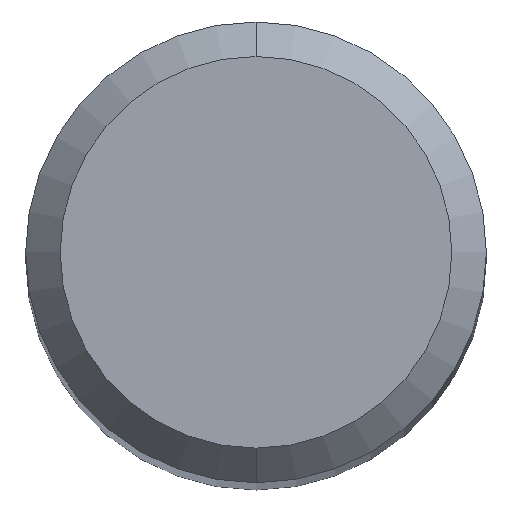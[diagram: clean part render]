
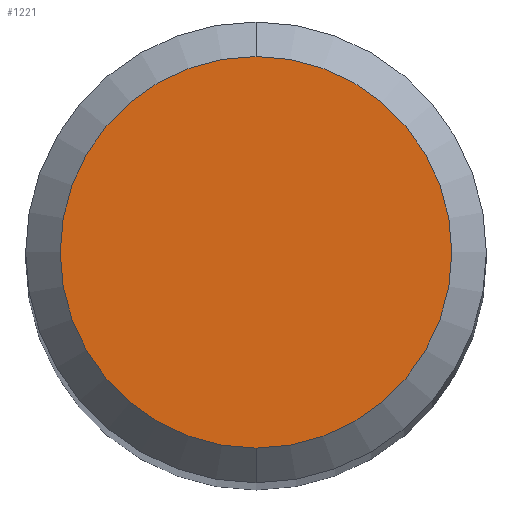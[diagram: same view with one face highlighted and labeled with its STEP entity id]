
A CAD part, top view. The second image highlights one B-rep face of the part: STEP entity #1221.
In plain terms, the highlighted planar face has unit normal (0, 0, 1).
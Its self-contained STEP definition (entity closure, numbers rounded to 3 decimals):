
#487=VERTEX_POINT('',#1339);
#601=EDGE_CURVE('',#487,#1003,#1462,.T.);
#901=EDGE_CURVE('',#1003,#487,#1788,.T.);
#1003=VERTEX_POINT('',#1902);
#1221=ADVANCED_FACE('',(#2135),#2136,.T.);
#1339=CARTESIAN_POINT('',(0.,-1.7,0.0));
#1462=CIRCLE('',#2906,1.7);
#1788=CIRCLE('',#4627,1.7);
#1902=CARTESIAN_POINT('',(0.0,1.7,0.0));
#2135=FACE_OUTER_BOUND('',#5928,.T.);
#2136=PLANE('',#5929);
#2906=AXIS2_PLACEMENT_3D('',#6360,#6361,#6362);
#4627=AXIS2_PLACEMENT_3D('',#6706,#6707,#6708);
#5928=EDGE_LOOP('',(#7082,#7083));
#5929=AXIS2_PLACEMENT_3D('',#7084,#7085,#7086);
#6360=CARTESIAN_POINT('',(0.0,0.0,0.0));
#6361=DIRECTION('',(0.0,0.0,-1.0));
#6362=DIRECTION('',(0.0,1.0,0.0));
#6706=CARTESIAN_POINT('',(0.0,0.0,0.0));
#6707=DIRECTION('',(0.0,0.0,-1.0));
#6708=DIRECTION('',(0.0,1.0,0.0));
#7082=ORIENTED_EDGE('',*,*,#901,.F.);
#7083=ORIENTED_EDGE('',*,*,#601,.F.);
#7084=CARTESIAN_POINT('',(0.0,0.85,0.0));
#7085=DIRECTION('',(-0.0,0.0,1.0));
#7086=DIRECTION('',(0.0,-1.0,0.0));
